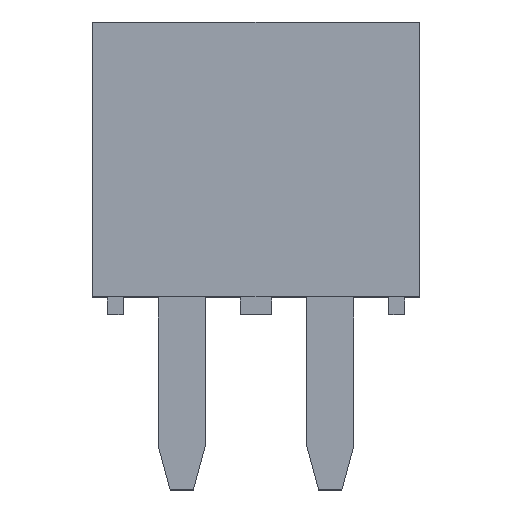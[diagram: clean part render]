
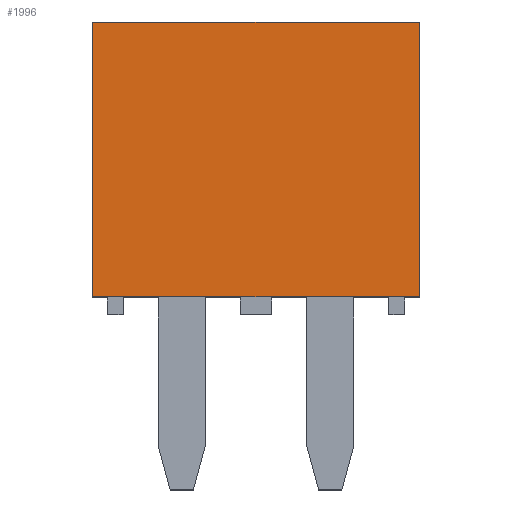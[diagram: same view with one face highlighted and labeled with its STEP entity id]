
A CAD part, top view. The second image highlights one B-rep face of the part: STEP entity #1996.
In plain terms, the highlighted planar face has unit normal (0, 0, 1).
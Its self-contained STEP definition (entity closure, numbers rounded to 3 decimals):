
#84=DIRECTION('',(0.,-1.,0.));
#85=VECTOR('',#84,4.7);
#86=CARTESIAN_POINT('',(-2.79,5.,1.25));
#87=LINE('',#86,#85);
#413=DIRECTION('',(1.,0.,0.));
#414=VECTOR('',#413,5.58);
#415=CARTESIAN_POINT('',(-2.79,0.3,1.25));
#416=LINE('',#415,#414);
#420=DIRECTION('',(1.,0.,0.));
#421=VECTOR('',#420,5.58);
#422=CARTESIAN_POINT('',(-2.79,5.,1.25));
#423=LINE('',#422,#421);
#497=DIRECTION('',(0.,-1.,0.));
#498=VECTOR('',#497,4.7);
#499=CARTESIAN_POINT('',(2.79,5.,1.25));
#500=LINE('',#499,#498);
#1443=CARTESIAN_POINT('',(-2.79,5.,1.25));
#1445=VERTEX_POINT('',#1443);
#1447=CARTESIAN_POINT('',(2.79,5.,1.25));
#1449=VERTEX_POINT('',#1447);
#1642=CARTESIAN_POINT('',(-2.79,0.3,1.25));
#1643=CARTESIAN_POINT('',(2.79,0.3,1.25));
#1644=VERTEX_POINT('',#1642);
#1645=VERTEX_POINT('',#1643);
#1983=CARTESIAN_POINT('',(-2.79,5.,1.25));
#1984=DIRECTION('',(0.,0.,1.));
#1985=DIRECTION('',(0.,-1.,0.));
#1986=AXIS2_PLACEMENT_3D('',#1983,#1984,#1985);
#1987=PLANE('',#1986);
#1988=ORIENTED_EDGE('',*,*,#1720,.F.);
#1989=ORIENTED_EDGE('',*,*,#1709,.F.);
#1991=ORIENTED_EDGE('',*,*,#1990,.T.);
#1993=ORIENTED_EDGE('',*,*,#1992,.T.);
#1994=EDGE_LOOP('',(#1988,#1989,#1991,#1993));
#1995=FACE_OUTER_BOUND('',#1994,.F.);
#1996=ADVANCED_FACE('',(#1995),#1987,.T.);
#1709=EDGE_CURVE('',#1445,#1644,#87,.T.);
#1720=EDGE_CURVE('',#1644,#1645,#416,.T.);
#1990=EDGE_CURVE('',#1445,#1449,#423,.T.);
#1992=EDGE_CURVE('',#1449,#1645,#500,.T.);
